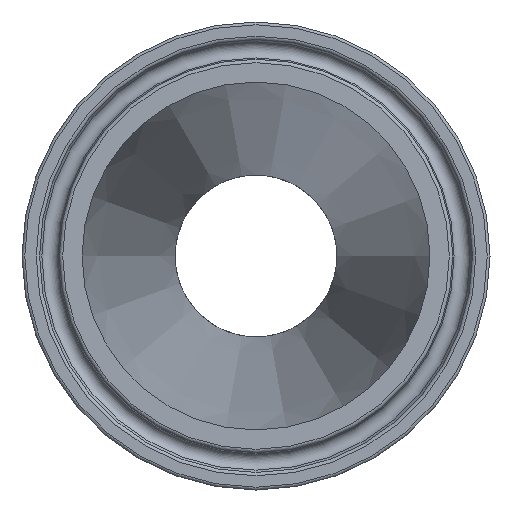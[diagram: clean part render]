
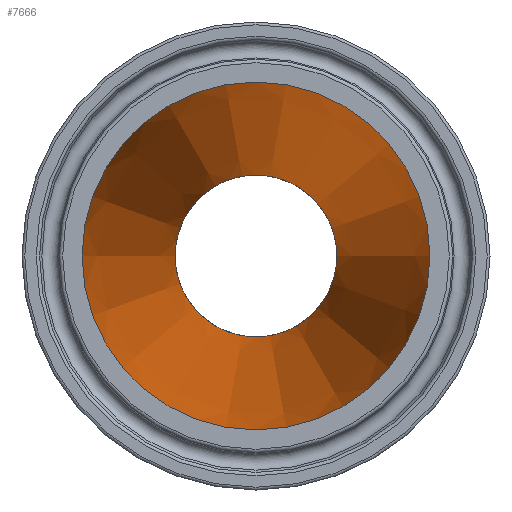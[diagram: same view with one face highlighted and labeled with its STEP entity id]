
A CAD part, left-side view. The second image highlights one B-rep face of the part: STEP entity #7666.
In plain terms, the highlighted conical face has half-angle 7.125 degrees and reference radius 17.399 mm.
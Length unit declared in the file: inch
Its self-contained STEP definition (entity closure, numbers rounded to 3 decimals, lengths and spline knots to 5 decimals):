
#95=CIRCLE('',#8185,0.435);
#96=CIRCLE('',#8186,0.435);
#97=CIRCLE('',#8188,0.935);
#98=CIRCLE('',#8189,0.935);
#933=FACE_OUTER_BOUND('',#1385,.T.);
#1385=EDGE_LOOP('',(#7043,#7044,#7045,#7046,#7047,#7048));
#2243=LINE('',#16700,#2766);
#2766=VECTOR('',#9743,0.685);
#3690=VERTEX_POINT('',#16694);
#3691=VERTEX_POINT('',#16695);
#3692=VERTEX_POINT('',#16699);
#3693=VERTEX_POINT('',#16701);
#4820=EDGE_CURVE('',#3690,#3691,#95,.T.);
#4821=EDGE_CURVE('',#3691,#3690,#96,.T.);
#4822=EDGE_CURVE('',#3691,#3692,#2243,.T.);
#4823=EDGE_CURVE('',#3693,#3692,#97,.T.);
#4824=EDGE_CURVE('',#3692,#3693,#98,.T.);
#7043=ORIENTED_EDGE('',*,*,#4820,.T.);
#7044=ORIENTED_EDGE('',*,*,#4822,.T.);
#7045=ORIENTED_EDGE('',*,*,#4823,.F.);
#7046=ORIENTED_EDGE('',*,*,#4824,.F.);
#7047=ORIENTED_EDGE('',*,*,#4822,.F.);
#7048=ORIENTED_EDGE('',*,*,#4821,.T.);
#7210=CONICAL_SURFACE('',#8187,0.685,0.124);
#7666=ADVANCED_FACE('',(#933),#7210,.F.);
#8185=AXIS2_PLACEMENT_3D('',#16696,#9737,#9738);
#8186=AXIS2_PLACEMENT_3D('',#16697,#9739,#9740);
#8187=AXIS2_PLACEMENT_3D('',#16698,#9741,#9742);
#8188=AXIS2_PLACEMENT_3D('',#16702,#9744,#9745);
#8189=AXIS2_PLACEMENT_3D('',#16703,#9746,#9747);
#9737=DIRECTION('center_axis',(1.,0.,0.));
#9738=DIRECTION('ref_axis',(0.,1.,0.));
#9739=DIRECTION('center_axis',(1.,0.,0.));
#9740=DIRECTION('ref_axis',(0.,1.,0.));
#9741=DIRECTION('center_axis',(-1.,0.,0.));
#9742=DIRECTION('ref_axis',(0.,1.,0.));
#9743=DIRECTION('',(-0.992,-0.124,0.));
#9744=DIRECTION('center_axis',(1.,0.,0.));
#9745=DIRECTION('ref_axis',(0.,1.,0.));
#9746=DIRECTION('center_axis',(1.,0.,0.));
#9747=DIRECTION('ref_axis',(0.,1.,0.));
#16694=CARTESIAN_POINT('',(5.05662,0.435,0.));
#16695=CARTESIAN_POINT('',(5.05662,-0.435,0.));
#16696=CARTESIAN_POINT('Origin',(5.05662,0.,
0.));
#16697=CARTESIAN_POINT('Origin',(5.05662,0.,
0.));
#16698=CARTESIAN_POINT('Origin',(3.05662,0.,
0.));
#16699=CARTESIAN_POINT('',(1.05662,-0.935,0.));
#16700=CARTESIAN_POINT('',(3.05662,-0.685,0.));
#16701=CARTESIAN_POINT('',(1.05662,0.935,0.));
#16702=CARTESIAN_POINT('Origin',(1.05662,0.,
0.));
#16703=CARTESIAN_POINT('Origin',(1.05662,0.,
0.));
